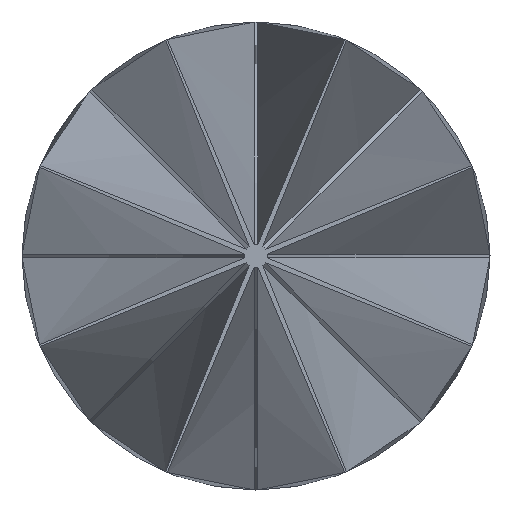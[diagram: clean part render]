
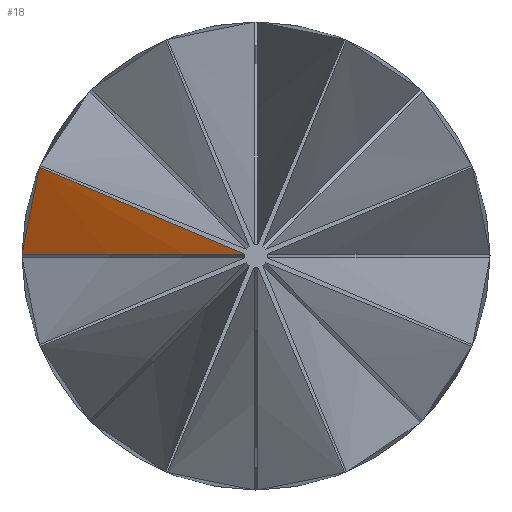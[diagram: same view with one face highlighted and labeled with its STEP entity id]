
A CAD part, left-side view. The second image highlights one B-rep face of the part: STEP entity #18.
In plain terms, the highlighted conical face has half-angle 65 degrees and reference radius 3.728 mm.
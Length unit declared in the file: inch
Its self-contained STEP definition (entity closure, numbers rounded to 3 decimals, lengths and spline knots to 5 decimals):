
#18 = ADVANCED_FACE ( 'NONE', ( #1105 ), #1054, .F. ) ;
#228 = CARTESIAN_POINT ( 'NONE',  ( -0.31, 0.0015, 0.00025 ) ) ;
#237 = CARTESIAN_POINT ( 'NONE',  ( -0.31, 0.0105, 0.00411 ) ) ;
#239 = CARTESIAN_POINT ( 'NONE',  ( -0.31, 0.01951, 0.00794 ) ) ;
#262 = CARTESIAN_POINT ( 'NONE',  ( -0.31, 0.02855, 0.0117 ) ) ;
#274 = CIRCLE ( 'NONE', #2033, 0.175 ) ;
#305 = CARTESIAN_POINT ( 'NONE',  ( -0.31, 0.0015, 0.00025 ) ) ;
#344 = CARTESIAN_POINT ( 'NONE',  ( -0.31, 0.02855, 0.0117 ) ) ;
#414 = DIRECTION ( 'NONE',  ( 0., 0., -1. ) ) ;
#515 = EDGE_CURVE ( 'NONE', #1647, #1163, #274, .T. ) ;
#537 = CARTESIAN_POINT ( 'NONE',  ( -0.29412, 0.02972, 0.00884 ) ) ;
#573 = CARTESIAN_POINT ( 'NONE',  ( -0.263, 0.03085, 0.00025 ) ) ;
#663 = CARTESIAN_POINT ( 'NONE',  ( -0.27848, 0.03081, 0.00498 ) ) ;
#683 = CARTESIAN_POINT ( 'NONE',  ( -0.263, 0.03085, 0.00025 ) ) ;
#697 = CARTESIAN_POINT ( 'NONE',  ( -0.37802, 0.16274, 0.01341 ) ) ;
#1054 = CONICAL_SURFACE ( 'NONE', #1688, 0.14679, 1.134 ) ;
#1105 = FACE_OUTER_BOUND ( 'NONE', #1397, .T. ) ;
#1163 = VERTEX_POINT ( 'NONE', #305 ) ;
#1397 = EDGE_LOOP ( 'NONE', ( #2308, #1560, #1755 ) ) ;
#1406 = EDGE_CURVE ( 'NONE', #1163, #1432, #1993, .T. ) ;
#1432 = VERTEX_POINT ( 'NONE', #344 ) ;
#1546 = B_SPLINE_CURVE_WITH_KNOTS ( 'NONE', 3,
 ( #2228, #537, #663, #683 ),
 .UNSPECIFIED., .F., .F.,
 ( 4, 4 ),
 ( 0.00014, 0.00137 ),
 .UNSPECIFIED. ) ;
#1560 = ORIENTED_EDGE ( 'NONE', *, *, #2349, .T. ) ;
#1647 = VERTEX_POINT ( 'NONE', #573 ) ;
#1688 = AXIS2_PLACEMENT_3D ( 'NONE', #697, #414, #1934 ) ;
#1755 = ORIENTED_EDGE ( 'NONE', *, *, #515, .T. ) ;
#1934 = DIRECTION ( 'NONE',  ( -1., 0., 0. ) ) ;
#1953 = DIRECTION ( 'NONE',  ( -1., 0., 0. ) ) ;
#1968 = DIRECTION ( 'NONE',  ( 0., 0., -1. ) ) ;
#1970 = CARTESIAN_POINT ( 'NONE',  ( -0.37802, 0.16274, 0.00025 ) ) ;
#1993 = B_SPLINE_CURVE_WITH_KNOTS ( 'NONE', 3,
 ( #228, #237, #239, #262 ),
 .UNSPECIFIED., .F., .F.,
 ( 4, 4 ),
 ( 0.00209, 0.00284 ),
 .UNSPECIFIED. ) ;
#2033 = AXIS2_PLACEMENT_3D ( 'NONE', #1970, #1968, #1953 ) ;
#2228 = CARTESIAN_POINT ( 'NONE',  ( -0.31, 0.02855, 0.0117 ) ) ;
#2308 = ORIENTED_EDGE ( 'NONE', *, *, #1406, .T. ) ;
#2349 = EDGE_CURVE ( 'NONE', #1432, #1647, #1546, .T. ) ;
